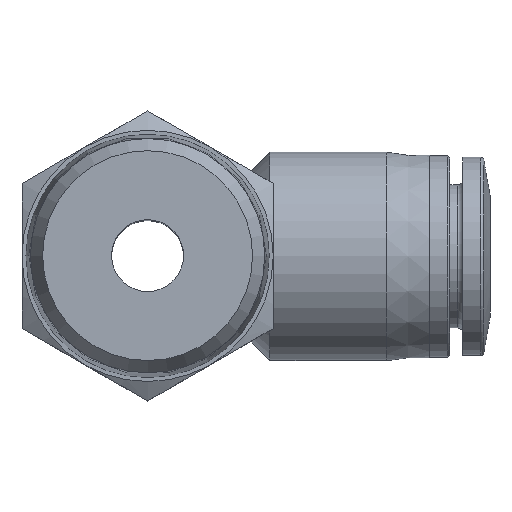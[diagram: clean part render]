
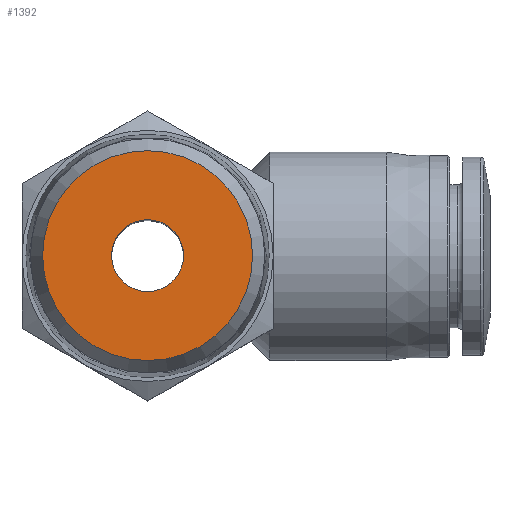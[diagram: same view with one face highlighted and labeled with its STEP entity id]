
A CAD part, top view. The second image highlights one B-rep face of the part: STEP entity #1392.
In plain terms, the highlighted planar face has unit normal (0, 0, 1).
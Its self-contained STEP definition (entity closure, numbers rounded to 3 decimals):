
#100=PLANE('',#1497);
#297=ORIENTED_EDGE('',*,*,#386,.F.);
#298=ORIENTED_EDGE('',*,*,#473,.T.);
#386=EDGE_CURVE('',#502,#502,#589,.T.);
#473=EDGE_CURVE('',#568,#568,#614,.T.);
#502=VERTEX_POINT('',#1841);
#568=VERTEX_POINT('',#2135);
#589=CIRCLE('',#1430,2.5);
#614=CIRCLE('',#1498,7.296);
#696=EDGE_LOOP('',(#297));
#697=EDGE_LOOP('',(#298));
#805=FACE_BOUND('',#696,.T.);
#806=FACE_BOUND('',#697,.T.);
#1392=ADVANCED_FACE('',(#805,#806),#100,.F.);
#1430=AXIS2_PLACEMENT_3D('',#1840,#1562,#1563);
#1497=AXIS2_PLACEMENT_3D('',#2133,#1716,#1717);
#1498=AXIS2_PLACEMENT_3D('',#2134,#1718,#1719);
#1562=DIRECTION('',(0.,0.,1.));
#1563=DIRECTION('',(1.,0.,0.));
#1716=DIRECTION('',(0.,0.,-1.));
#1717=DIRECTION('',(-1.,0.,0.));
#1718=DIRECTION('',(0.,0.,1.));
#1719=DIRECTION('',(1.,0.,0.));
#1840=CARTESIAN_POINT('',(0.,0.,33.2));
#1841=CARTESIAN_POINT('',(2.5,0.,33.2));
#2133=CARTESIAN_POINT('',(7.296,0.,33.2));
#2134=CARTESIAN_POINT('',(0.,0.,33.2));
#2135=CARTESIAN_POINT('',(7.296,0.,33.2));
